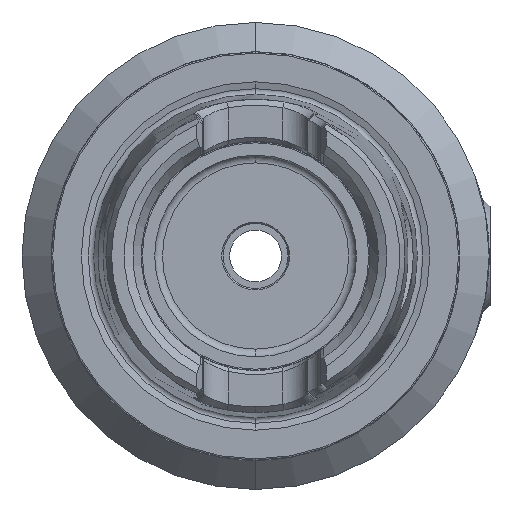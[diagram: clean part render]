
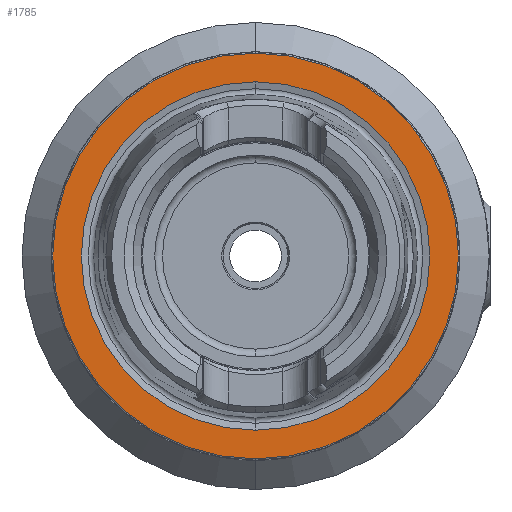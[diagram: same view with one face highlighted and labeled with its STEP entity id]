
A CAD part, left-side view. The second image highlights one B-rep face of the part: STEP entity #1785.
In plain terms, the highlighted planar face has unit normal (-1, 0, 0).
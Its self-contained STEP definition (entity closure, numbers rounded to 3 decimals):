
#26 = CARTESIAN_POINT ( 'NONE',  ( 0., 0., 31.275 ) ) ;
#409 = EDGE_CURVE ( 'NONE', #6312, #2248, #10483, .T. ) ;
#449 = AXIS2_PLACEMENT_3D ( 'NONE', #6503, #1102, #7366 ) ;
#532 = DIRECTION ( 'NONE',  ( 0., 0., 1. ) ) ;
#1102 = DIRECTION ( 'NONE',  ( -1., 0., 0. ) ) ;
#1130 = AXIS2_PLACEMENT_3D ( 'NONE', #11257, #5985, #532 ) ;
#1302 = CARTESIAN_POINT ( 'NONE',  ( 0., 0., 0. ) ) ;
#1785 = ADVANCED_FACE ( 'NONE', ( #10065, #6387 ), #5286, .F. ) ;
#2185 = DIRECTION ( 'NONE',  ( 0., 0., 1. ) ) ;
#2248 = VERTEX_POINT ( 'NONE', #10803 ) ;
#2797 = DIRECTION ( 'NONE',  ( 0., 0., -1. ) ) ;
#3689 = CIRCLE ( 'NONE', #6868, 31.275 ) ;
#4216 = DIRECTION ( 'NONE',  ( 1., 0., 0. ) ) ;
#4651 = AXIS2_PLACEMENT_3D ( 'NONE', #4846, #4216, #2797 ) ;
#4755 = EDGE_LOOP ( 'NONE', ( #7862, #9653 ) ) ;
#4846 = CARTESIAN_POINT ( 'NONE',  ( 0., 31.275, 0. ) ) ;
#5219 = CARTESIAN_POINT ( 'NONE',  ( 0., 0., 0. ) ) ;
#5286 = PLANE ( 'NONE',  #4651 ) ;
#5367 = CIRCLE ( 'NONE', #10689, 26.85 ) ;
#5679 = EDGE_CURVE ( 'NONE', #7105, #10749, #6633, .T. ) ;
#5985 = DIRECTION ( 'NONE',  ( -1., 0., 0. ) ) ;
#6110 = DIRECTION ( 'NONE',  ( 0., 0., 1. ) ) ;
#6172 = ORIENTED_EDGE ( 'NONE', *, *, #5679, .F. ) ;
#6312 = VERTEX_POINT ( 'NONE', #26 ) ;
#6387 = FACE_OUTER_BOUND ( 'NONE', #4755, .T. ) ;
#6445 = EDGE_CURVE ( 'NONE', #10749, #7105, #5367, .T. ) ;
#6503 = CARTESIAN_POINT ( 'NONE',  ( 0., 0., 0. ) ) ;
#6633 = CIRCLE ( 'NONE', #449, 26.85 ) ;
#6868 = AXIS2_PLACEMENT_3D ( 'NONE', #1302, #7558, #2185 ) ;
#7105 = VERTEX_POINT ( 'NONE', #10684 ) ;
#7366 = DIRECTION ( 'NONE',  ( 0., 0., 1. ) ) ;
#7413 = ORIENTED_EDGE ( 'NONE', *, *, #6445, .F. ) ;
#7558 = DIRECTION ( 'NONE',  ( -1., 0., 0. ) ) ;
#7862 = ORIENTED_EDGE ( 'NONE', *, *, #409, .T. ) ;
#8225 = CARTESIAN_POINT ( 'NONE',  ( 0., 0., -26.85 ) ) ;
#9517 = EDGE_CURVE ( 'NONE', #2248, #6312, #3689, .T. ) ;
#9653 = ORIENTED_EDGE ( 'NONE', *, *, #9517, .T. ) ;
#10065 = FACE_BOUND ( 'NONE', #11629, .T. ) ;
#10483 = CIRCLE ( 'NONE', #1130, 31.275 ) ;
#10684 = CARTESIAN_POINT ( 'NONE',  ( 0., 0., 26.85 ) ) ;
#10689 = AXIS2_PLACEMENT_3D ( 'NONE', #5219, #11373, #6110 ) ;
#10749 = VERTEX_POINT ( 'NONE', #8225 ) ;
#10803 = CARTESIAN_POINT ( 'NONE',  ( 0., 0., -31.275 ) ) ;
#11257 = CARTESIAN_POINT ( 'NONE',  ( 0., 0., 0. ) ) ;
#11373 = DIRECTION ( 'NONE',  ( -1., 0., 0. ) ) ;
#11629 = EDGE_LOOP ( 'NONE', ( #6172, #7413 ) ) ;
